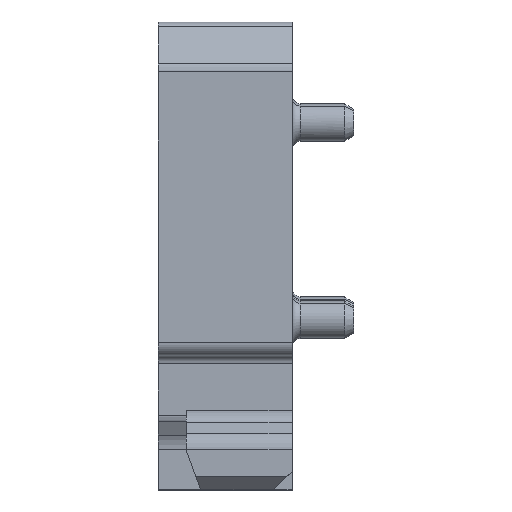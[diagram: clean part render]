
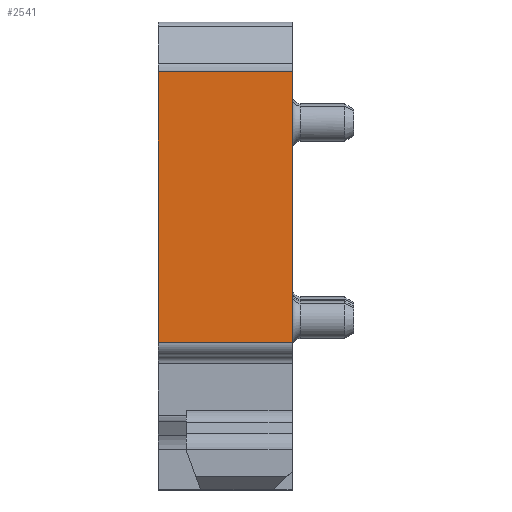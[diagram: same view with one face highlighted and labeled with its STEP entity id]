
A CAD part, front view. The second image highlights one B-rep face of the part: STEP entity #2541.
In plain terms, the highlighted planar face has unit normal (0, -1, 0).
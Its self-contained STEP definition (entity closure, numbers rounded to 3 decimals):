
#2528=AXIS2_PLACEMENT_3D('Plane Axis2P3D',#2525,#2526,#2527) ;
#401=CARTESIAN_POINT('Vertex',(5.,0.,15.592)) ;
#404=CARTESIAN_POINT('Line Origine',(5.,0.,10.546)) ;
#408=CARTESIAN_POINT('Vertex',(5.,0.,5.5)) ;
#757=CARTESIAN_POINT('Vertex',(0.,0.,5.5)) ;
#760=CARTESIAN_POINT('Line Origine',(0.,0.,10.546)) ;
#764=CARTESIAN_POINT('Vertex',(0.,0.,15.592)) ;
#2513=CARTESIAN_POINT('Line Origine',(2.5,0.,15.592)) ;
#2525=CARTESIAN_POINT('Axis2P3D Location',(0.,0.,15.592)) ;
#2530=CARTESIAN_POINT('Line Origine',(2.5,0.,5.5)) ;
#405=DIRECTION('Vector Direction',(0.,0.,-1.)) ;
#761=DIRECTION('Vector Direction',(0.,0.,-1.)) ;
#2514=DIRECTION('Vector Direction',(-1.,0.,0.)) ;
#2526=DIRECTION('Axis2P3D Direction',(0.,-1.,0.)) ;
#2527=DIRECTION('Axis2P3D XDirection',(0.,0.,-1.)) ;
#2531=DIRECTION('Vector Direction',(-1.,0.,0.)) ;
#406=VECTOR('Line Direction',#405,1.) ;
#762=VECTOR('Line Direction',#761,1.) ;
#2515=VECTOR('Line Direction',#2514,1.) ;
#2532=VECTOR('Line Direction',#2531,1.) ;
#2536=ORIENTED_EDGE('',*,*,#410,.T.) ;
#2537=ORIENTED_EDGE('',*,*,#2517,.F.) ;
#2538=ORIENTED_EDGE('',*,*,#766,.F.) ;
#2539=ORIENTED_EDGE('',*,*,#2534,.T.) ;
#2541=ADVANCED_FACE('K\X2\00F6\X0\rper.3',(#2540),#2529,.T.) ;
#410=EDGE_CURVE('',#409,#402,#407,.F.) ;
#766=EDGE_CURVE('',#758,#765,#763,.F.) ;
#2517=EDGE_CURVE('',#765,#402,#2516,.F.) ;
#2534=EDGE_CURVE('',#758,#409,#2533,.F.) ;
#2535=EDGE_LOOP('',(#2536,#2537,#2538,#2539)) ;
#2540=FACE_OUTER_BOUND('',#2535,.T.) ;
#407=LINE('Line',#404,#406) ;
#763=LINE('Line',#760,#762) ;
#2516=LINE('Line',#2513,#2515) ;
#2533=LINE('Line',#2530,#2532) ;
#2529=PLANE('',#2528) ;
#402=VERTEX_POINT('',#401) ;
#409=VERTEX_POINT('',#408) ;
#758=VERTEX_POINT('',#757) ;
#765=VERTEX_POINT('',#764) ;
